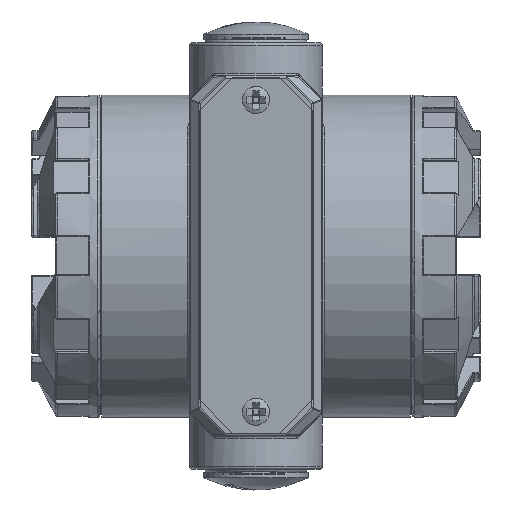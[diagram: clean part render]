
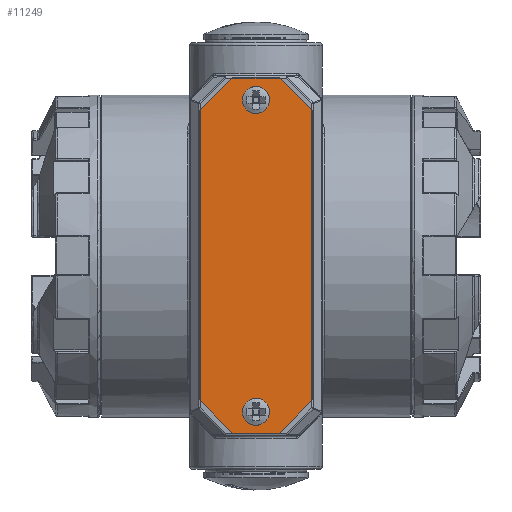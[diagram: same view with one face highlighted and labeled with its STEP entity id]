
A CAD part, top view. The second image highlights one B-rep face of the part: STEP entity #11249.
In plain terms, the highlighted planar face has unit normal (0, 0, 1).
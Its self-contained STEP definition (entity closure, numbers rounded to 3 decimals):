
#11249=ADVANCED_FACE('',(#35064,#35066,#35068),#35070,.T.);
#35064=FACE_BOUND('',#35065,.T.);
#35065=EDGE_LOOP('',(#53798,#53799,#53800,#53801,#53802,#53803,#53804,#53805));
#35066=FACE_BOUND('',#35067,.T.);
#35067=EDGE_LOOP('',(#53806));
#35068=FACE_BOUND('',#35069,.T.);
#35069=EDGE_LOOP('',(#53807));
#35070=PLANE('',#35071);
#35071=AXIS2_PLACEMENT_3D('',#35072,#35073,#35074);
#35072=CARTESIAN_POINT('',(0.,0.,0.3));
#35073=DIRECTION('',(0.,0.,1.));
#35074=DIRECTION('',(-1.,0.,0.));
#53798=ORIENTED_EDGE('',*,*,#58157,.T.);
#53799=ORIENTED_EDGE('',*,*,#58158,.T.);
#53800=ORIENTED_EDGE('',*,*,#58159,.T.);
#53801=ORIENTED_EDGE('',*,*,#58160,.T.);
#53802=ORIENTED_EDGE('',*,*,#58161,.T.);
#53803=ORIENTED_EDGE('',*,*,#58162,.T.);
#53804=ORIENTED_EDGE('',*,*,#58163,.T.);
#53805=ORIENTED_EDGE('',*,*,#58164,.T.);
#53806=ORIENTED_EDGE('',*,*,#58165,.T.);
#53807=ORIENTED_EDGE('',*,*,#58166,.T.);
#58157=EDGE_CURVE('',#62676,#62677,#62678,.T.);
#58158=EDGE_CURVE('',#62677,#62679,#62680,.T.);
#58159=EDGE_CURVE('',#62679,#62681,#62682,.T.);
#58160=EDGE_CURVE('',#62681,#62683,#62684,.T.);
#58161=EDGE_CURVE('',#62683,#62685,#62686,.T.);
#58162=EDGE_CURVE('',#62685,#62687,#62688,.T.);
#58163=EDGE_CURVE('',#62687,#62689,#62690,.T.);
#58164=EDGE_CURVE('',#62689,#62676,#62691,.T.);
#58165=EDGE_CURVE('',#62692,#62692,#62693,.F.);
#58166=EDGE_CURVE('',#62694,#62694,#62695,.F.);
#62676=VERTEX_POINT('',#78467);
#62677=VERTEX_POINT('',#78468);
#62678=LINE('',#78469,#78470);
#62679=VERTEX_POINT('',#78472);
#62680=LINE('',#78473,#78474);
#62681=VERTEX_POINT('',#78476);
#62682=LINE('',#78477,#78478);
#62683=VERTEX_POINT('',#78480);
#62684=LINE('',#78481,#78482);
#62685=VERTEX_POINT('',#78484);
#62686=LINE('',#78485,#78486);
#62687=VERTEX_POINT('',#78488);
#62688=LINE('',#78489,#78490);
#62689=VERTEX_POINT('',#78492);
#62690=LINE('',#78493,#78494);
#62691=LINE('',#78496,#78497);
#62692=VERTEX_POINT('',#78499);
#62693=CIRCLE('',#78500,1.75);
#62694=VERTEX_POINT('',#78504);
#62695=CIRCLE('',#78505,1.75);
#78467=CARTESIAN_POINT('',(5.,37.5,0.3));
#78468=CARTESIAN_POINT('',(-5.,37.5,0.3));
#78469=CARTESIAN_POINT('',(5.,37.5,0.3));
#78470=VECTOR('',#78471,1.);
#78471=DIRECTION('',(-1.,0.,0.));
#78472=CARTESIAN_POINT('',(-12.,30.5,0.3));
#78473=CARTESIAN_POINT('',(-5.,37.5,0.3));
#78474=VECTOR('',#78475,1.);
#78475=DIRECTION('',(-0.707,-0.707,0.));
#78476=CARTESIAN_POINT('',(-12.,-30.5,0.3));
#78477=CARTESIAN_POINT('',(-12.,30.5,0.3));
#78478=VECTOR('',#78479,1.);
#78479=DIRECTION('',(0.,-1.,0.));
#78480=CARTESIAN_POINT('',(-5.,-37.5,0.3));
#78481=CARTESIAN_POINT('',(-12.,-30.5,0.3));
#78482=VECTOR('',#78483,1.);
#78483=DIRECTION('',(0.707,-0.707,0.));
#78484=CARTESIAN_POINT('',(5.,-37.5,0.3));
#78485=CARTESIAN_POINT('',(-5.,-37.5,0.3));
#78486=VECTOR('',#78487,1.);
#78487=DIRECTION('',(1.,0.,0.));
#78488=CARTESIAN_POINT('',(12.,-30.5,0.3));
#78489=CARTESIAN_POINT('',(5.,-37.5,0.3));
#78490=VECTOR('',#78491,1.);
#78491=DIRECTION('',(0.707,0.707,0.));
#78492=CARTESIAN_POINT('',(12.,30.5,0.3));
#78493=CARTESIAN_POINT('',(12.,-30.5,0.3));
#78494=VECTOR('',#78495,1.);
#78495=DIRECTION('',(0.,1.,0.));
#78496=CARTESIAN_POINT('',(12.,30.5,0.3));
#78497=VECTOR('',#78498,1.);
#78498=DIRECTION('',(-0.707,0.707,0.));
#78499=CARTESIAN_POINT('',(-1.75,-33.,0.3));
#78500=AXIS2_PLACEMENT_3D('',#78501,#78502,#78503);
#78501=CARTESIAN_POINT('',(0.,-33.,0.3));
#78502=DIRECTION('',(0.,0.,1.));
#78503=DIRECTION('',(-1.,0.,0.));
#78504=CARTESIAN_POINT('',(-1.75,33.,0.3));
#78505=AXIS2_PLACEMENT_3D('',#78506,#78507,#78508);
#78506=CARTESIAN_POINT('',(0.,33.,0.3));
#78507=DIRECTION('',(0.,0.,1.));
#78508=DIRECTION('',(-1.,0.,0.));
